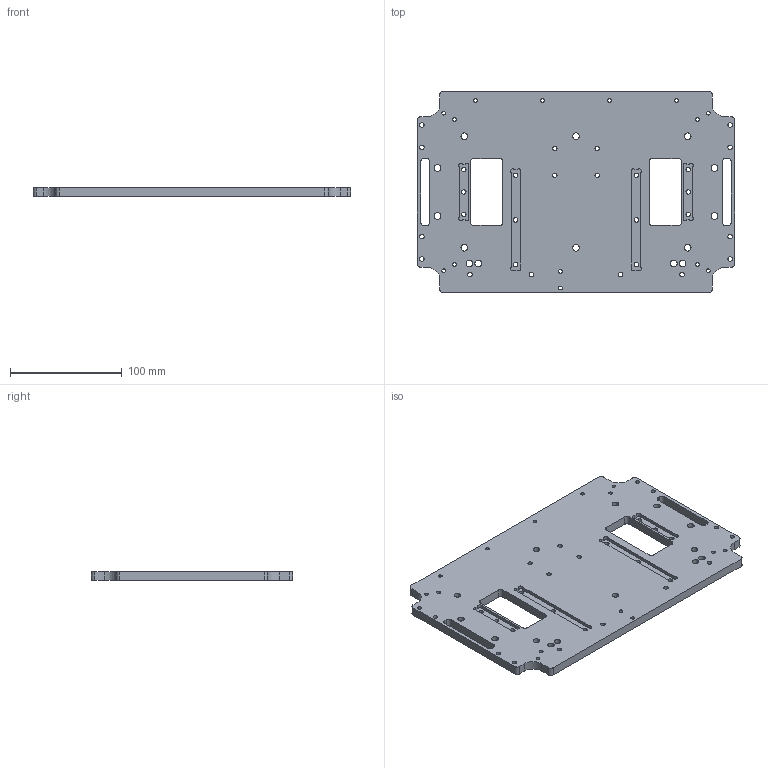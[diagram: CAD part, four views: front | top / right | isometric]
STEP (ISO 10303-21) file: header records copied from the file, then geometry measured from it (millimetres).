
FILE_DESCRIPTION (( 'STEP AP203' ), '1' );
FILE_NAME ('2017_chassis.STEP', '2017-02-21T10:40:36', ( '' ), ( '' ), 'SwSTEP 2.0', 'SolidWorks 2016', '' );
FILE_SCHEMA (( 'CONFIG_CONTROL_DESIGN' ));
Length unit declared in the file: millimetre
Products named in the file (1): 2017_chassis
Bounding box: 284 x 180 x 8 mm (x, y, z)
Volume: 346641.5 mm3; surface area: 107865.8 mm2
Topology: 1 solids, 1 shells, 214 faces, 624 edges, 416 vertices
Faces by surface type: cylinder 164, plane 50
Entity records: 7573 total; most frequent: DIRECTION 1382, CARTESIAN_POINT 1255, ORIENTED_EDGE 1248, EDGE_CURVE 624, AXIS2_PLACEMENT_3D 543, VERTEX_POINT 416, EDGE_LOOP 338, CIRCLE 328
